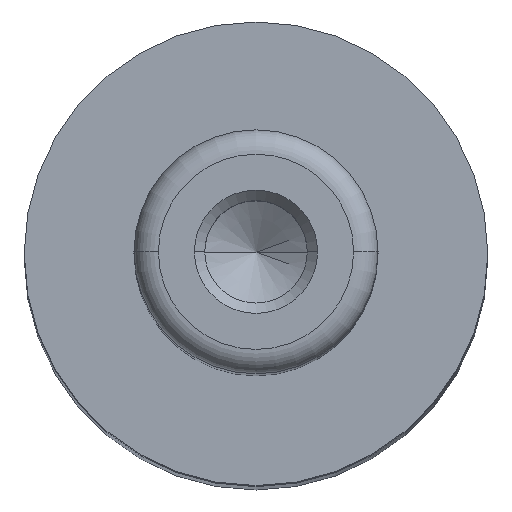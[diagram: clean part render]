
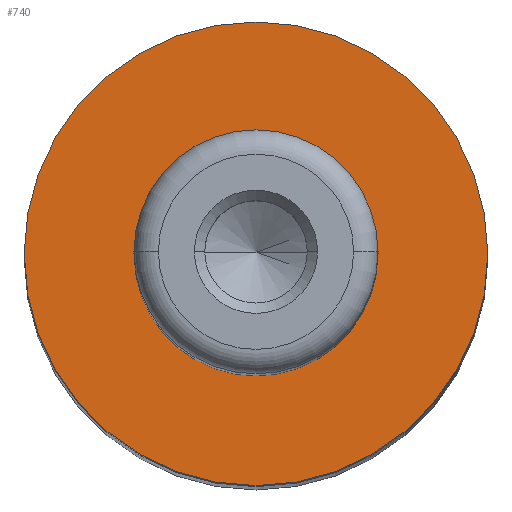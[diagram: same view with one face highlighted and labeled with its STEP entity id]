
A CAD part, top view. The second image highlights one B-rep face of the part: STEP entity #740.
In plain terms, the highlighted planar face has unit normal (0, 0, 1).
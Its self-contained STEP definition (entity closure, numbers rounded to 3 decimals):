
#14 = CARTESIAN_POINT ( 'NONE',  ( -9.5, 0., 103. ) ) ;
#60 = VERTEX_POINT ( 'NONE', #418 ) ;
#64 = DIRECTION ( 'NONE',  ( -1., 0., 0. ) ) ;
#95 = EDGE_CURVE ( 'NONE', #60, #1040, #959, .T. ) ;
#145 = AXIS2_PLACEMENT_3D ( 'NONE', #221, #840, #311 ) ;
#177 = FACE_BOUND ( 'NONE', #1001, .T. ) ;
#178 = CARTESIAN_POINT ( 'NONE',  ( 0., 0., 103. ) ) ;
#221 = CARTESIAN_POINT ( 'NONE',  ( 0., 0., 103. ) ) ;
#247 = VERTEX_POINT ( 'NONE', #524 ) ;
#268 = DIRECTION ( 'NONE',  ( -1., 0., 0. ) ) ;
#300 = EDGE_CURVE ( 'NONE', #1040, #60, #879, .T. ) ;
#311 = DIRECTION ( 'NONE',  ( -1., 0., 0. ) ) ;
#417 = CARTESIAN_POINT ( 'NONE',  ( -5., 0., 103. ) ) ;
#418 = CARTESIAN_POINT ( 'NONE',  ( 5., 0., 103. ) ) ;
#457 = CARTESIAN_POINT ( 'NONE',  ( 0., 0., 103. ) ) ;
#500 = ORIENTED_EDGE ( 'NONE', *, *, #95, .T. ) ;
#507 = PLANE ( 'NONE',  #985 ) ;
#523 = ORIENTED_EDGE ( 'NONE', *, *, #300, .T. ) ;
#524 = CARTESIAN_POINT ( 'NONE',  ( 9.5, 0., 103. ) ) ;
#530 = VERTEX_POINT ( 'NONE', #14 ) ;
#547 = DIRECTION ( 'NONE',  ( -1., 0., 0. ) ) ;
#564 = CARTESIAN_POINT ( 'NONE',  ( -5., 0., 103. ) ) ;
#594 = DIRECTION ( 'NONE',  ( 1., 0., 0. ) ) ;
#605 = AXIS2_PLACEMENT_3D ( 'NONE', #457, #1070, #547 ) ;
#609 = DIRECTION ( 'NONE',  ( 0., 0., -1. ) ) ;
#618 = EDGE_CURVE ( 'NONE', #530, #247, #681, .T. ) ;
#668 = CIRCLE ( 'NONE', #605, 9.5 ) ;
#681 = CIRCLE ( 'NONE', #145, 9.5 ) ;
#740 = ADVANCED_FACE ( 'NONE', ( #177, #989 ), #507, .T. ) ;
#751 = AXIS2_PLACEMENT_3D ( 'NONE', #1131, #609, #64 ) ;
#802 = EDGE_LOOP ( 'NONE', ( #865, #913 ) ) ;
#804 = DIRECTION ( 'NONE',  ( 0., 0., -1. ) ) ;
#840 = DIRECTION ( 'NONE',  ( 0., 0., -1. ) ) ;
#850 = AXIS2_PLACEMENT_3D ( 'NONE', #178, #804, #268 ) ;
#865 = ORIENTED_EDGE ( 'NONE', *, *, #618, .F. ) ;
#879 = CIRCLE ( 'NONE', #850, 5. ) ;
#913 = ORIENTED_EDGE ( 'NONE', *, *, #919, .F. ) ;
#919 = EDGE_CURVE ( 'NONE', #247, #530, #668, .T. ) ;
#959 = CIRCLE ( 'NONE', #751, 5. ) ;
#985 = AXIS2_PLACEMENT_3D ( 'NONE', #417, #1112, #594 ) ;
#989 = FACE_OUTER_BOUND ( 'NONE', #802, .T. ) ;
#1001 = EDGE_LOOP ( 'NONE', ( #523, #500 ) ) ;
#1040 = VERTEX_POINT ( 'NONE', #564 ) ;
#1070 = DIRECTION ( 'NONE',  ( 0., 0., -1. ) ) ;
#1112 = DIRECTION ( 'NONE',  ( 0., 0., 1. ) ) ;
#1131 = CARTESIAN_POINT ( 'NONE',  ( 0., 0., 103. ) ) ;
